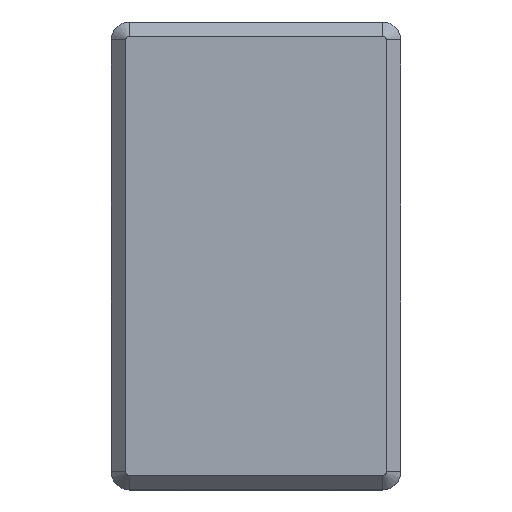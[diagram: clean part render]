
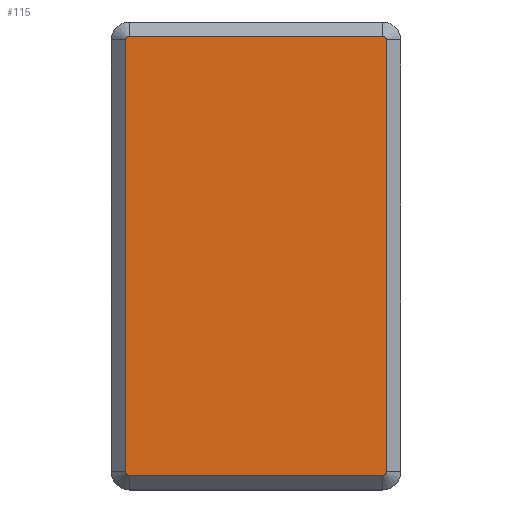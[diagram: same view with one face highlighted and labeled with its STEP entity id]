
A CAD part, top view. The second image highlights one B-rep face of the part: STEP entity #115.
In plain terms, the highlighted planar face has unit normal (0, 0, 1).
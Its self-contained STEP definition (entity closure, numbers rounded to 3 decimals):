
#115=ADVANCED_FACE('',(#648),#650,.T.);
#648=FACE_BOUND('',#649,.T.);
#649=EDGE_LOOP('',(#1675,#1676,#1677,#1678,#1679,#1680,#1681,#1682));
#650=PLANE('',#651);
#651=AXIS2_PLACEMENT_3D('',#652,#653,#654);
#652=CARTESIAN_POINT('',(-40.5,-5.,45.));
#653=DIRECTION('',(0.,0.,1.));
#654=DIRECTION('',(0.,-1.,0.));
#1675=ORIENTED_EDGE('',*,*,#2275,.T.);
#1676=ORIENTED_EDGE('',*,*,#2300,.T.);
#1677=ORIENTED_EDGE('',*,*,#2357,.T.);
#1678=ORIENTED_EDGE('',*,*,#2302,.T.);
#1679=ORIENTED_EDGE('',*,*,#2328,.T.);
#1680=ORIENTED_EDGE('',*,*,#2358,.T.);
#1681=ORIENTED_EDGE('',*,*,#2359,.T.);
#1682=ORIENTED_EDGE('',*,*,#2360,.T.);
#2275=EDGE_CURVE('',#2790,#2788,#2791,.T.);
#2300=EDGE_CURVE('',#2788,#2829,#2831,.T.);
#2302=EDGE_CURVE('',#2834,#2832,#2835,.T.);
#2328=EDGE_CURVE('',#2832,#2876,#2878,.T.);
#2357=EDGE_CURVE('',#2829,#2834,#2927,.T.);
#2358=EDGE_CURVE('',#2876,#2928,#2929,.T.);
#2359=EDGE_CURVE('',#2928,#2930,#2931,.T.);
#2360=EDGE_CURVE('',#2930,#2790,#2932,.T.);
#2788=VERTEX_POINT('',#4187);
#2790=VERTEX_POINT('',#4191);
#2791=LINE('',#4192,#4193);
#2829=VERTEX_POINT('',#4283);
#2831=CIRCLE('',#4287,1.);
#2832=VERTEX_POINT('',#4291);
#2834=VERTEX_POINT('',#4295);
#2835=CIRCLE('',#4296,1.);
#2876=VERTEX_POINT('',#4393);
#2878=LINE('',#4397,#4398);
#2927=LINE('',#4504,#4505);
#2928=VERTEX_POINT('',#4507);
#2929=CIRCLE('',#4508,1.);
#2930=VERTEX_POINT('',#4512);
#2931=LINE('',#4513,#4514);
#2932=CIRCLE('',#4516,1.);
#4187=CARTESIAN_POINT('',(-36.5,-126.,45.));
#4191=CARTESIAN_POINT('',(-36.5,-5.,45.));
#4192=CARTESIAN_POINT('',(-36.5,-5.,45.));
#4193=VECTOR('',#4194,1.);
#4194=DIRECTION('',(0.,-1.,0.));
#4283=CARTESIAN_POINT('',(-35.5,-127.,45.));
#4287=AXIS2_PLACEMENT_3D('',#4288,#4289,#4290);
#4288=CARTESIAN_POINT('',(-35.5,-126.,45.));
#4289=DIRECTION('',(0.,0.,1.));
#4290=DIRECTION('',(-1.,0.,0.));
#4291=CARTESIAN_POINT('',(36.5,-126.,45.));
#4295=CARTESIAN_POINT('',(35.5,-127.,45.));
#4296=AXIS2_PLACEMENT_3D('',#4297,#4298,#4299);
#4297=CARTESIAN_POINT('',(35.5,-126.,45.));
#4298=DIRECTION('',(0.,0.,1.));
#4299=DIRECTION('',(0.,-1.,0.));
#4393=CARTESIAN_POINT('',(36.5,-5.,45.));
#4397=CARTESIAN_POINT('',(36.5,-126.,45.));
#4398=VECTOR('',#4399,1.);
#4399=DIRECTION('',(0.,1.,0.));
#4504=CARTESIAN_POINT('',(-35.5,-127.,45.));
#4505=VECTOR('',#4506,1.);
#4506=DIRECTION('',(1.,0.,0.));
#4507=CARTESIAN_POINT('',(35.5,-4.,45.));
#4508=AXIS2_PLACEMENT_3D('',#4509,#4510,#4511);
#4509=CARTESIAN_POINT('',(35.5,-5.,45.));
#4510=DIRECTION('',(0.,0.,1.));
#4511=DIRECTION('',(1.,0.,0.));
#4512=CARTESIAN_POINT('',(-35.5,-4.,45.));
#4513=CARTESIAN_POINT('',(35.5,-4.,45.));
#4514=VECTOR('',#4515,1.);
#4515=DIRECTION('',(-1.,0.,0.));
#4516=AXIS2_PLACEMENT_3D('',#4517,#4518,#4519);
#4517=CARTESIAN_POINT('',(-35.5,-5.,45.));
#4518=DIRECTION('',(0.,0.,1.));
#4519=DIRECTION('',(0.,1.,0.));
